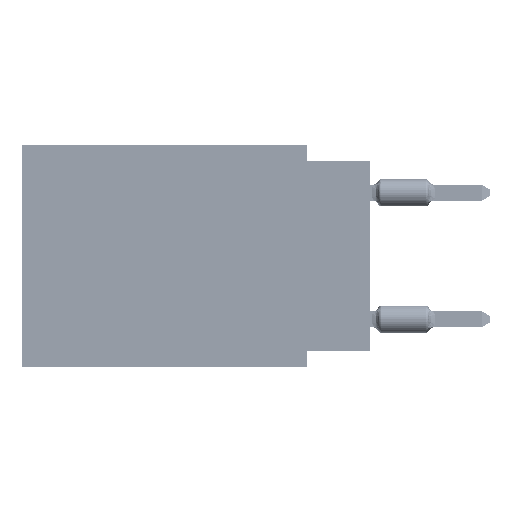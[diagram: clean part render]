
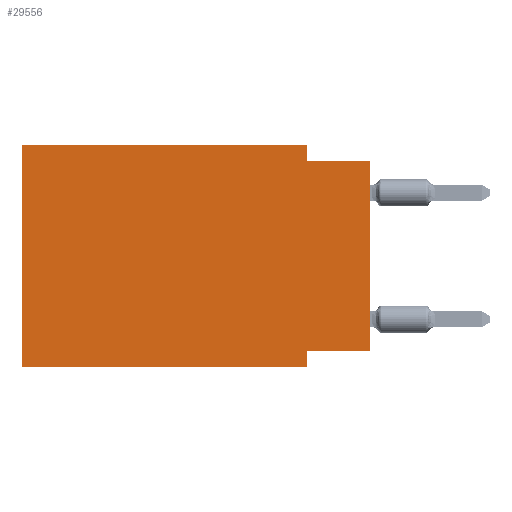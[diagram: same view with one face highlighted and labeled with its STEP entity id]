
A CAD part, left-side view. The second image highlights one B-rep face of the part: STEP entity #29556.
In plain terms, the highlighted planar face has unit normal (-1, 0, 0).
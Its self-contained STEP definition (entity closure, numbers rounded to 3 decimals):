
#68 = CARTESIAN_POINT ( 'NONE',  ( 0., 2.54, -8.89 ) ) ;
#535 = VERTEX_POINT ( 'NONE', #46063 ) ;
#1088 = CARTESIAN_POINT ( 'NONE',  ( 0., 13.97, 0. ) ) ;
#2622 = VECTOR ( 'NONE', #20879, 1000. ) ;
#2639 = EDGE_LOOP ( 'NONE', ( #40203, #29889, #55977, #48467, #13943, #17833, #52052, #28900 ) ) ;
#3224 = VECTOR ( 'NONE', #28821, 1000. ) ;
#3559 = DIRECTION ( 'NONE',  ( 0., 0., 1. ) ) ;
#4224 = CARTESIAN_POINT ( 'NONE',  ( 0., 13.97, 0. ) ) ;
#5438 = VERTEX_POINT ( 'NONE', #12479 ) ;
#6238 = DIRECTION ( 'NONE',  ( 0., 0., 1. ) ) ;
#9831 = FACE_OUTER_BOUND ( 'NONE', #2639, .T. ) ;
#10185 = LINE ( 'NONE', #30176, #12218 ) ;
#10188 = CARTESIAN_POINT ( 'NONE',  ( 0., 0., 0. ) ) ;
#12218 = VECTOR ( 'NONE', #50504, 1000. ) ;
#12479 = CARTESIAN_POINT ( 'NONE',  ( 0., 2.54, -0.635 ) ) ;
#13199 = CARTESIAN_POINT ( 'NONE',  ( 0., 2.54, 0. ) ) ;
#13943 = ORIENTED_EDGE ( 'NONE', *, *, #57424, .F. ) ;
#14667 = EDGE_CURVE ( 'NONE', #5438, #62918, #24288, .T. ) ;
#14754 = CARTESIAN_POINT ( 'NONE',  ( 0., 13.97, 0. ) ) ;
#17833 = ORIENTED_EDGE ( 'NONE', *, *, #41052, .T. ) ;
#20230 = CARTESIAN_POINT ( 'NONE',  ( 0., 13.97, -8.89 ) ) ;
#20879 = DIRECTION ( 'NONE',  ( 0., -1., 0. ) ) ;
#22606 = VERTEX_POINT ( 'NONE', #53200 ) ;
#24220 = CARTESIAN_POINT ( 'NONE',  ( 0., 13.97, 0. ) ) ;
#24288 = LINE ( 'NONE', #44288, #58384 ) ;
#25766 = VERTEX_POINT ( 'NONE', #45392 ) ;
#28821 = DIRECTION ( 'NONE',  ( 0., -1., 0. ) ) ;
#28900 = ORIENTED_EDGE ( 'NONE', *, *, #47447, .F. ) ;
#29139 = VECTOR ( 'NONE', #3559, 1000. ) ;
#29142 = CARTESIAN_POINT ( 'NONE',  ( 0., 0., -8.255 ) ) ;
#29531 = DIRECTION ( 'NONE',  ( 0., -1., 0. ) ) ;
#29556 = ADVANCED_FACE ( 'NONE', ( #9831 ), #60644, .F. ) ;
#29889 = ORIENTED_EDGE ( 'NONE', *, *, #14667, .F. ) ;
#30176 = CARTESIAN_POINT ( 'NONE',  ( 0., 2.54, 0. ) ) ;
#30473 = DIRECTION ( 'NONE',  ( 0., 0., -1. ) ) ;
#33214 = VECTOR ( 'NONE', #50118, 1000. ) ;
#33536 = VERTEX_POINT ( 'NONE', #13199 ) ;
#40203 = ORIENTED_EDGE ( 'NONE', *, *, #59745, .T. ) ;
#40282 = VECTOR ( 'NONE', #60713, 1000. ) ;
#40341 = CARTESIAN_POINT ( 'NONE',  ( 0., 0., -0.635 ) ) ;
#41052 = EDGE_CURVE ( 'NONE', #22606, #52880, #55638, .T. ) ;
#41199 = AXIS2_PLACEMENT_3D ( 'NONE', #14754, #50166, #30473 ) ;
#43576 = LINE ( 'NONE', #24220, #29139 ) ;
#44288 = CARTESIAN_POINT ( 'NONE',  ( 0., 0., -0.635 ) ) ;
#45392 = CARTESIAN_POINT ( 'NONE',  ( 0., 0., -8.255 ) ) ;
#46063 = CARTESIAN_POINT ( 'NONE',  ( 0., 2.54, -8.255 ) ) ;
#46245 = LINE ( 'NONE', #10188, #50261 ) ;
#47447 = EDGE_CURVE ( 'NONE', #25766, #535, #59946, .T. ) ;
#47570 = CARTESIAN_POINT ( 'NONE',  ( 0., 2.54, -8.89 ) ) ;
#48467 = ORIENTED_EDGE ( 'NONE', *, *, #61320, .F. ) ;
#48560 = VERTEX_POINT ( 'NONE', #1088 ) ;
#49798 = LINE ( 'NONE', #4224, #3224 ) ;
#50118 = DIRECTION ( 'NONE',  ( 0., 1., 0. ) ) ;
#50166 = DIRECTION ( 'NONE',  ( 1., 0., 0. ) ) ;
#50261 = VECTOR ( 'NONE', #6238, 1000. ) ;
#50504 = DIRECTION ( 'NONE',  ( 0., 0., -1. ) ) ;
#52052 = ORIENTED_EDGE ( 'NONE', *, *, #53803, .F. ) ;
#52880 = VERTEX_POINT ( 'NONE', #47570 ) ;
#53200 = CARTESIAN_POINT ( 'NONE',  ( 0., 13.97, -8.89 ) ) ;
#53803 = EDGE_CURVE ( 'NONE', #535, #52880, #55161, .T. ) ;
#55161 = LINE ( 'NONE', #68, #40282 ) ;
#55638 = LINE ( 'NONE', #20230, #2622 ) ;
#55944 = EDGE_CURVE ( 'NONE', #33536, #5438, #10185, .T. ) ;
#55977 = ORIENTED_EDGE ( 'NONE', *, *, #55944, .F. ) ;
#57424 = EDGE_CURVE ( 'NONE', #22606, #48560, #43576, .T. ) ;
#58384 = VECTOR ( 'NONE', #29531, 1000. ) ;
#59745 = EDGE_CURVE ( 'NONE', #25766, #62918, #46245, .T. ) ;
#59946 = LINE ( 'NONE', #29142, #33214 ) ;
#60644 = PLANE ( 'NONE',  #41199 ) ;
#60713 = DIRECTION ( 'NONE',  ( 0., 0., -1. ) ) ;
#61320 = EDGE_CURVE ( 'NONE', #48560, #33536, #49798, .T. ) ;
#62918 = VERTEX_POINT ( 'NONE', #40341 ) ;
